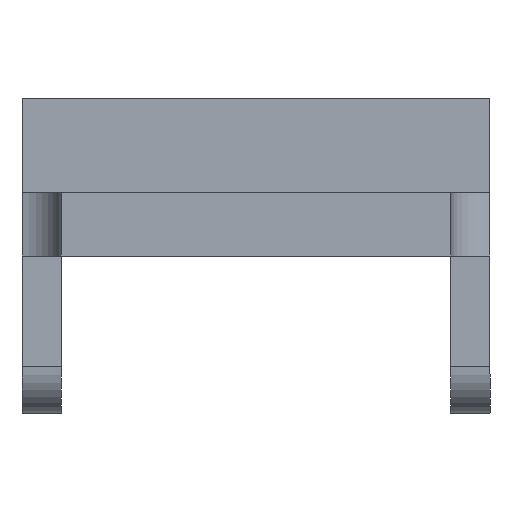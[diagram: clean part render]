
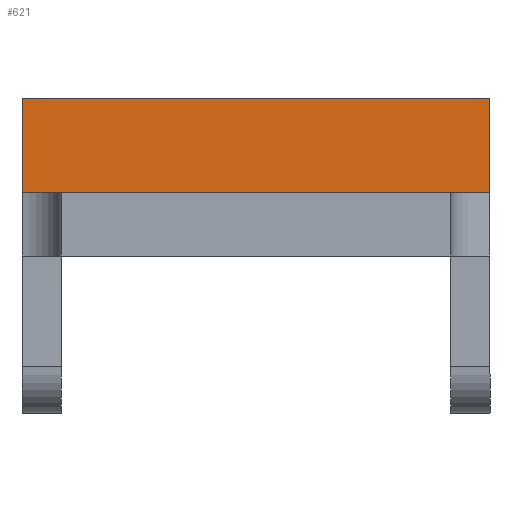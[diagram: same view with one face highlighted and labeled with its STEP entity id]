
A CAD part, left-side view. The second image highlights one B-rep face of the part: STEP entity #621.
In plain terms, the highlighted planar face has unit normal (-1, 0, 0).
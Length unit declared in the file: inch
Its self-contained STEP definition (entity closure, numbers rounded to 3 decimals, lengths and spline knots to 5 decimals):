
#65=FACE_OUTER_BOUND('',#98,.T.);
#98=EDGE_LOOP('',(#521,#522,#523,#524));
#150=LINE('',#972,#222);
#169=LINE('',#1022,#241);
#170=LINE('',#1024,#242);
#171=LINE('',#1025,#243);
#222=VECTOR('',#779,0.3937);
#241=VECTOR('',#840,0.3937);
#242=VECTOR('',#841,0.3937);
#243=VECTOR('',#842,0.3937);
#292=VERTEX_POINT('',#969);
#293=VERTEX_POINT('',#971);
#302=VERTEX_POINT('',#1016);
#304=VERTEX_POINT('',#1023);
#359=EDGE_CURVE('',#293,#292,#150,.T.);
#385=EDGE_CURVE('',#292,#302,#169,.T.);
#386=EDGE_CURVE('',#304,#302,#170,.T.);
#387=EDGE_CURVE('',#293,#304,#171,.T.);
#521=ORIENTED_EDGE('',*,*,#385,.T.);
#522=ORIENTED_EDGE('',*,*,#386,.F.);
#523=ORIENTED_EDGE('',*,*,#387,.F.);
#524=ORIENTED_EDGE('',*,*,#359,.T.);
#588=PLANE('',#684);
#621=ADVANCED_FACE('',(#65),#588,.T.);
#684=AXIS2_PLACEMENT_3D('',#1021,#838,#839);
#779=DIRECTION('',(0.,0.,-1.));
#838=DIRECTION('center_axis',(-1.,0.,0.));
#839=DIRECTION('ref_axis',(0.,1.,0.));
#840=DIRECTION('',(0.,-1.,0.));
#841=DIRECTION('',(0.,0.,-1.));
#842=DIRECTION('',(0.,-1.,0.));
#969=CARTESIAN_POINT('',(-0.125,1.359,-0.3));
#971=CARTESIAN_POINT('',(-0.125,1.359,0.));
#972=CARTESIAN_POINT('',(-0.125,1.359,0.));
#1016=CARTESIAN_POINT('',(-0.125,-0.125,-0.3));
#1021=CARTESIAN_POINT('Origin',(-0.125,-0.125,0.));
#1022=CARTESIAN_POINT('',(-0.125,-0.06303,-0.3));
#1023=CARTESIAN_POINT('',(-0.125,-0.125,0.));
#1024=CARTESIAN_POINT('',(-0.125,-0.125,0.));
#1025=CARTESIAN_POINT('',(-0.125,1.359,0.));
